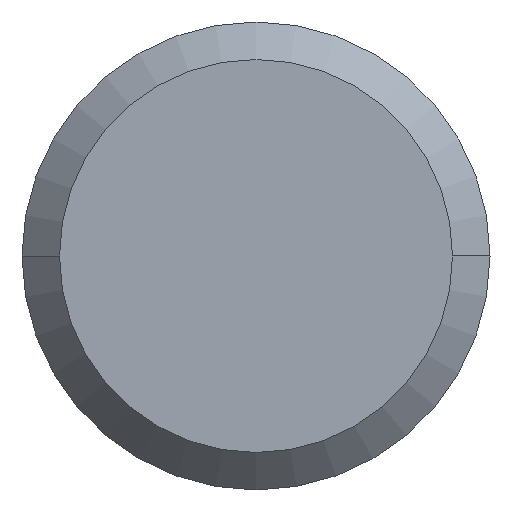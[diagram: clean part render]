
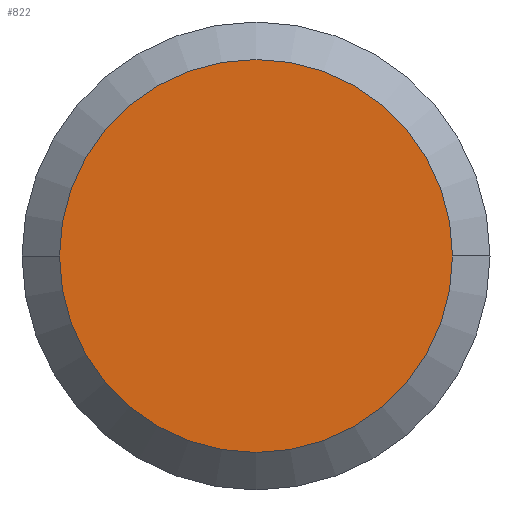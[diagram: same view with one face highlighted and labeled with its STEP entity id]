
A CAD part, left-side view. The second image highlights one B-rep face of the part: STEP entity #822.
In plain terms, the highlighted planar face has unit normal (-1, 0, 0).
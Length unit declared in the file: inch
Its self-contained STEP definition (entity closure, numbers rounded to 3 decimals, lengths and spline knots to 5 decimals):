
#45 = EDGE_CURVE ( 'NONE', #763, #133, #813, .T. ) ;
#78 = CARTESIAN_POINT ( 'NONE',  ( 0., -0.10485, 0. ) ) ;
#133 = VERTEX_POINT ( 'NONE', #194 ) ;
#142 = DIRECTION ( 'NONE',  ( 0., -1., 0. ) ) ;
#183 = PLANE ( 'NONE',  #204 ) ;
#194 = CARTESIAN_POINT ( 'NONE',  ( 0., 0.10485, 0. ) ) ;
#204 = AXIS2_PLACEMENT_3D ( 'NONE', #332, #589, #760 ) ;
#300 = EDGE_CURVE ( 'NONE', #133, #763, #582, .T. ) ;
#332 = CARTESIAN_POINT ( 'NONE',  ( 0., 0.10485, 0. ) ) ;
#404 = CARTESIAN_POINT ( 'NONE',  ( 0., 0., 0. ) ) ;
#435 = FACE_OUTER_BOUND ( 'NONE', #753, .T. ) ;
#566 = ORIENTED_EDGE ( 'NONE', *, *, #300, .T. ) ;
#582 = CIRCLE ( 'NONE', #1000, 0.10485 ) ;
#589 = DIRECTION ( 'NONE',  ( 1., 0., 0. ) ) ;
#596 = DIRECTION ( 'NONE',  ( -1., 0., 0. ) ) ;
#644 = DIRECTION ( 'NONE',  ( -1., 0., 0. ) ) ;
#753 = EDGE_LOOP ( 'NONE', ( #566, #775 ) ) ;
#760 = DIRECTION ( 'NONE',  ( 0., 1., 0. ) ) ;
#763 = VERTEX_POINT ( 'NONE', #78 ) ;
#775 = ORIENTED_EDGE ( 'NONE', *, *, #45, .T. ) ;
#813 = CIRCLE ( 'NONE', #834, 0.10485 ) ;
#822 = ADVANCED_FACE ( 'NONE', ( #435 ), #183, .F. ) ;
#834 = AXIS2_PLACEMENT_3D ( 'NONE', #404, #644, #142 ) ;
#861 = DIRECTION ( 'NONE',  ( 0., -1., 0. ) ) ;
#930 = CARTESIAN_POINT ( 'NONE',  ( 0., 0., 0. ) ) ;
#1000 = AXIS2_PLACEMENT_3D ( 'NONE', #930, #596, #861 ) ;
